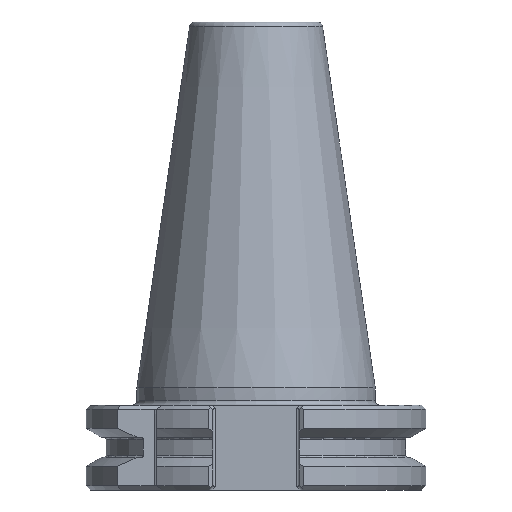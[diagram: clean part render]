
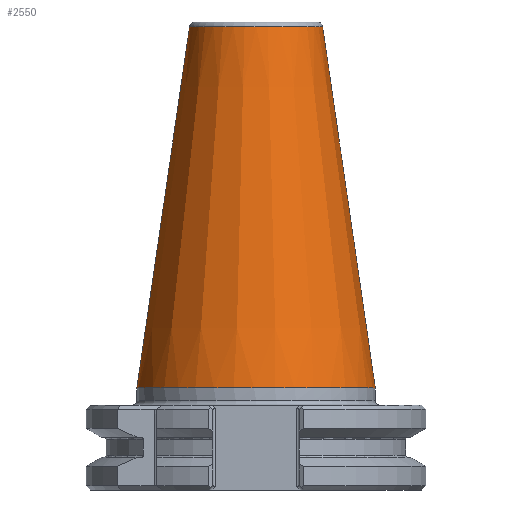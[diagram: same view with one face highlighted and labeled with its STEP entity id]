
A CAD part, front view. The second image highlights one B-rep face of the part: STEP entity #2550.
In plain terms, the highlighted conical face has half-angle 8.297 degrees and reference radius 22.395 mm.
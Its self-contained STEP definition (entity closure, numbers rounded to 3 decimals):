
#90=CONICAL_SURFACE('',#2742,22.395,0.145);
#880=ORIENTED_EDGE('',*,*,#1140,.T.);
#881=ORIENTED_EDGE('',*,*,#1147,.F.);
#1140=EDGE_CURVE('',#1315,#1315,#1382,.F.);
#1147=EDGE_CURVE('',#1322,#1322,#1389,.T.);
#1315=VERTEX_POINT('',#5043);
#1322=VERTEX_POINT('',#5064);
#1382=CIRCLE('',#2727,22.225);
#1389=CIRCLE('',#2741,12.397);
#1515=EDGE_LOOP('',(#880));
#1516=EDGE_LOOP('',(#881));
#1646=FACE_BOUND('',#1515,.T.);
#1647=FACE_BOUND('',#1516,.T.);
#2550=ADVANCED_FACE('',(#1646,#1647),#90,.T.);
#2727=AXIS2_PLACEMENT_3D('',#5042,#3190,#3191);
#2741=AXIS2_PLACEMENT_3D('',#5063,#3218,#3219);
#2742=AXIS2_PLACEMENT_3D('',#5065,#3220,#3221);
#3190=DIRECTION('',(0.,0.,-1.));
#3191=DIRECTION('',(-1.,0.,0.));
#3218=DIRECTION('',(0.,0.,1.));
#3219=DIRECTION('',(1.,0.,0.));
#3220=DIRECTION('',(0.,0.,-1.));
#3221=DIRECTION('',(-1.,0.,0.));
#5042=CARTESIAN_POINT('',(0.,0.,0.));
#5043=CARTESIAN_POINT('',(-22.225,0.,0.));
#5063=CARTESIAN_POINT('',(0.,0.,67.394));
#5064=CARTESIAN_POINT('',(12.397,0.,67.394));
#5065=CARTESIAN_POINT('',(0.,0.,-1.163));
